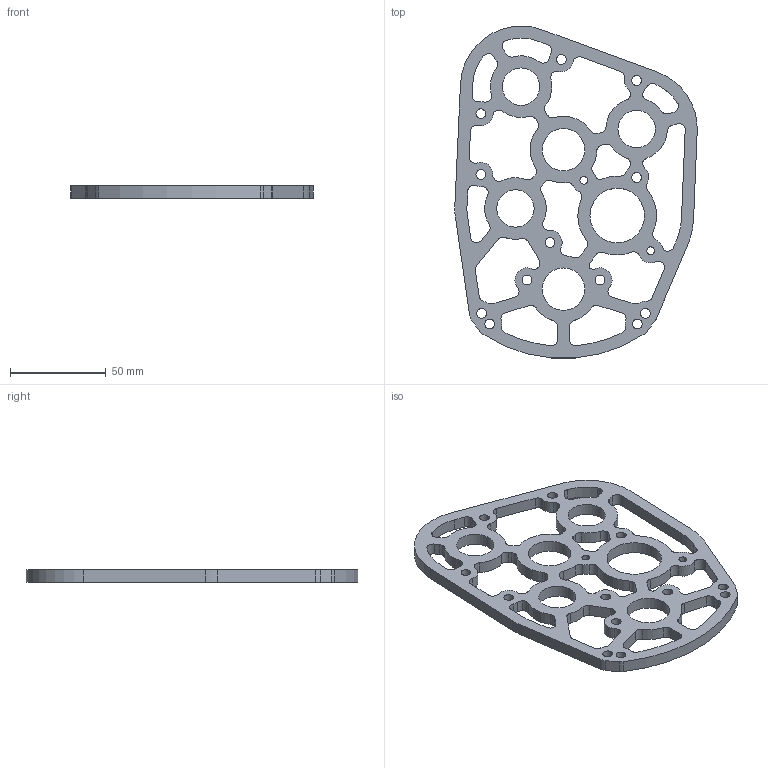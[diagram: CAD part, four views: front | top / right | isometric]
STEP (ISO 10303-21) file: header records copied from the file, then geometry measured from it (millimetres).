
FILE_DESCRIPTION (( 'STEP AP214' ), '1' );
FILE_NAME ('am-3530 3 Stage 3 Motor Evo Shifter Motor Plate REV2.STEP', '2020-02-13T14:46:55', ( '' ), ( '' ), 'SwSTEP 2.0', 'SolidWorks 2019', '' );
FILE_SCHEMA (( 'AUTOMOTIVE_DESIGN' ));
Length unit declared in the file: inch
Products named in the file (1): am-3530 3 Stage 3 Motor Evo Shifter Motor Plate REV2
Bounding box: 126.92 x 173.82 x 6.35 mm (x, y, z)
Volume: 54429.6 mm3; surface area: 32216.9 mm2
Topology: 1 solids, 1 shells, 220 faces, 654 edges, 436 vertices
Faces by surface type: cylinder 170, plane 50
Full cylindrical faces by diameter (mm): 4.039 x2, 5.105 x12, 19.558 x3, 22.212 x2, 28.562 x1
Entity records: 7656 total; most frequent: DIRECTION 1416, CARTESIAN_POINT 1291, ORIENTED_EDGE 1268, EDGE_CURVE 634, AXIS2_PLACEMENT_3D 561, VERTEX_POINT 436, CIRCLE 340, EDGE_LOOP 306
